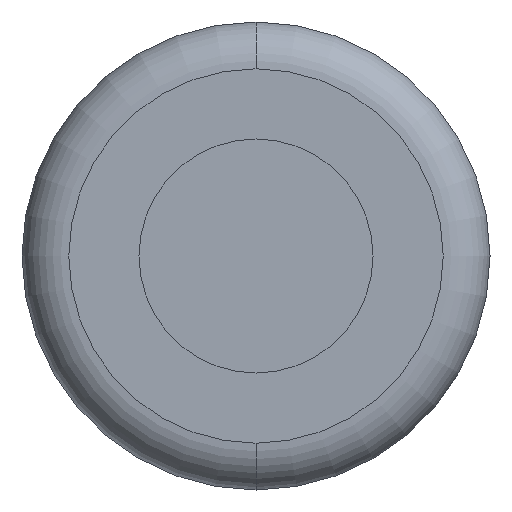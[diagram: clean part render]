
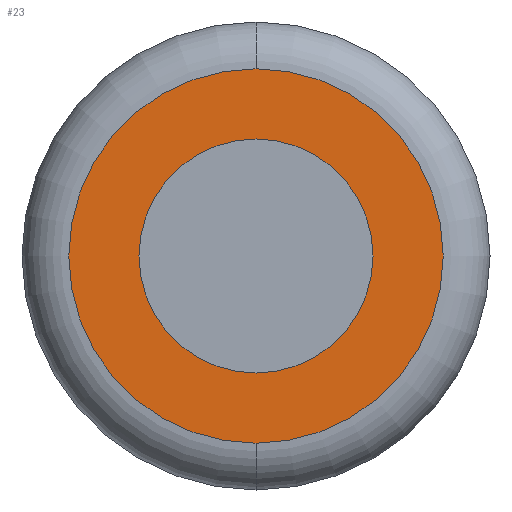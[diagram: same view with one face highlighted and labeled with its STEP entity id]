
A CAD part, front view. The second image highlights one B-rep face of the part: STEP entity #23.
In plain terms, the highlighted planar face has unit normal (0, -1, 0).
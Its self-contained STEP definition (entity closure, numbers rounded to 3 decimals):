
#6 = CARTESIAN_POINT ( 'NONE',  ( 0., 2., -0.8 ) ) ;
#9 = CARTESIAN_POINT ( 'NONE',  ( 0., 2., 0. ) ) ;
#10 = CIRCLE ( 'NONE', #259, 0.5 ) ;
#23 = ADVANCED_FACE ( 'NONE', ( #393, #270 ), #458, .F. ) ;
#27 = VERTEX_POINT ( 'NONE', #100 ) ;
#29 = EDGE_CURVE ( 'NONE', #344, #357, #10, .T. ) ;
#30 = DIRECTION ( 'NONE',  ( 0., 0., -1. ) ) ;
#48 = CIRCLE ( 'NONE', #296, 0.8 ) ;
#49 = DIRECTION ( 'NONE',  ( 0., -1., 0. ) ) ;
#85 = CARTESIAN_POINT ( 'NONE',  ( 0., 2., 0. ) ) ;
#87 = ORIENTED_EDGE ( 'NONE', *, *, #29, .F. ) ;
#99 = DIRECTION ( 'NONE',  ( 0., 0., 1. ) ) ;
#100 = CARTESIAN_POINT ( 'NONE',  ( 0., 2., 0.8 ) ) ;
#118 = DIRECTION ( 'NONE',  ( 0., 0., -1. ) ) ;
#126 = CARTESIAN_POINT ( 'NONE',  ( 0., 2., -0.5 ) ) ;
#149 = CARTESIAN_POINT ( 'NONE',  ( 0., 2., 0. ) ) ;
#163 = DIRECTION ( 'NONE',  ( 0., -1., 0. ) ) ;
#179 = DIRECTION ( 'NONE',  ( 0., 1., 0. ) ) ;
#207 = AXIS2_PLACEMENT_3D ( 'NONE', #9, #163, #480 ) ;
#221 = CARTESIAN_POINT ( 'NONE',  ( 0., 2., 0. ) ) ;
#226 = DIRECTION ( 'NONE',  ( 0., -1., 0. ) ) ;
#247 = CIRCLE ( 'NONE', #479, 0.5 ) ;
#248 = VERTEX_POINT ( 'NONE', #6 ) ;
#252 = DIRECTION ( 'NONE',  ( 0., 0., 1. ) ) ;
#259 = AXIS2_PLACEMENT_3D ( 'NONE', #221, #226, #30 ) ;
#268 = CARTESIAN_POINT ( 'NONE',  ( -0.5, 2., 0. ) ) ;
#270 = FACE_BOUND ( 'NONE', #407, .T. ) ;
#273 = EDGE_CURVE ( 'NONE', #357, #344, #247, .T. ) ;
#296 = AXIS2_PLACEMENT_3D ( 'NONE', #85, #49, #252 ) ;
#317 = DIRECTION ( 'NONE',  ( 0., -1., 0. ) ) ;
#344 = VERTEX_POINT ( 'NONE', #510 ) ;
#346 = EDGE_CURVE ( 'NONE', #27, #248, #484, .T. ) ;
#357 = VERTEX_POINT ( 'NONE', #126 ) ;
#393 = FACE_OUTER_BOUND ( 'NONE', #445, .T. ) ;
#407 = EDGE_LOOP ( 'NONE', ( #489, #87 ) ) ;
#426 = EDGE_CURVE ( 'NONE', #248, #27, #48, .T. ) ;
#439 = ORIENTED_EDGE ( 'NONE', *, *, #346, .T. ) ;
#445 = EDGE_LOOP ( 'NONE', ( #439, #493 ) ) ;
#450 = AXIS2_PLACEMENT_3D ( 'NONE', #268, #179, #99 ) ;
#458 = PLANE ( 'NONE',  #450 ) ;
#479 = AXIS2_PLACEMENT_3D ( 'NONE', #149, #317, #118 ) ;
#480 = DIRECTION ( 'NONE',  ( 0., 0., 1. ) ) ;
#484 = CIRCLE ( 'NONE', #207, 0.8 ) ;
#489 = ORIENTED_EDGE ( 'NONE', *, *, #273, .F. ) ;
#493 = ORIENTED_EDGE ( 'NONE', *, *, #426, .T. ) ;
#510 = CARTESIAN_POINT ( 'NONE',  ( 0., 2., 0.5 ) ) ;
